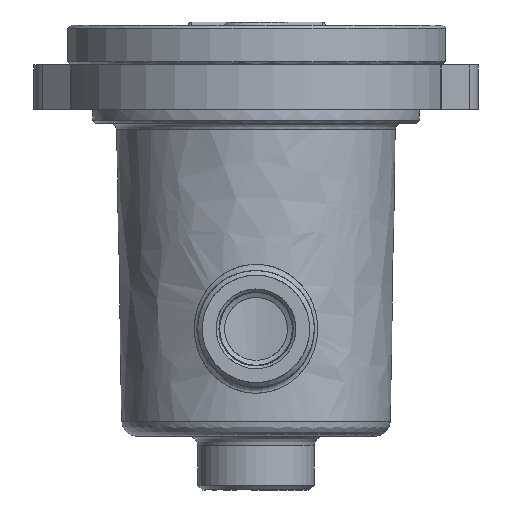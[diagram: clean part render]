
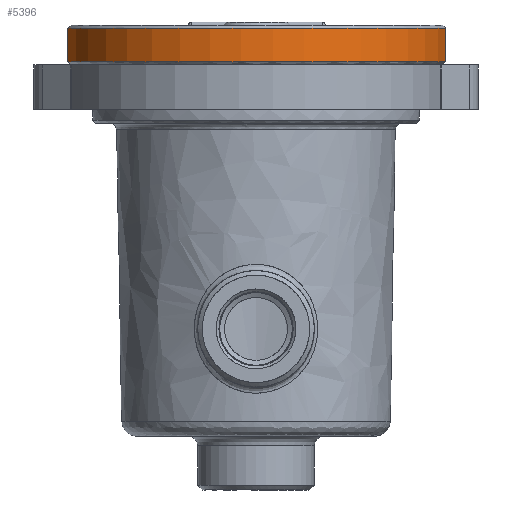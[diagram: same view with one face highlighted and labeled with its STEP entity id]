
A CAD part, left-side view. The second image highlights one B-rep face of the part: STEP entity #5396.
In plain terms, the highlighted cylindrical face has radius 62.5 mm (diameter 125 mm), a partial arc.
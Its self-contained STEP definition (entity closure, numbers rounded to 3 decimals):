
#4657=CARTESIAN_POINT('',(-0.019,-55.745,60.161));
#4658=VERTEX_POINT('',#4657);
#5079=CARTESIAN_POINT('',(-0.019,-178.936,60.161));
#5080=VERTEX_POINT('',#5079);
#5089=CARTESIAN_POINT('',(10.576,-117.34,60.161));
#5090=DIRECTION('',(0.0,0.0,1.0));
#5091=DIRECTION('',(1.0,0.0,0.0));
#5092=AXIS2_PLACEMENT_3D('',#5089,#5090,#5091);
#5093=CIRCLE('',#5092,62.5);
#5094=EDGE_CURVE('',#4658,#5080,#5093,.T.);
#5212=CARTESIAN_POINT('',(-0.019,-55.745,71.161));
#5213=VERTEX_POINT('',#5212);
#5214=CARTESIAN_POINT('',(-0.019,-55.745,71.161));
#5215=DIRECTION('',(0.0,0.0,-1.0));
#5216=VECTOR('',#5215,11.0);
#5217=LINE('',#5214,#5216);
#5218=EDGE_CURVE('',#5213,#4658,#5217,.T.);
#5372=CARTESIAN_POINT('',(10.576,-117.34,72.161));
#5373=DIRECTION('',(0.0,0.0,-1.0));
#5374=DIRECTION('',(0.17,0.986,0.0));
#5375=AXIS2_PLACEMENT_3D('',#5372,#5373,#5374);
#5376=CYLINDRICAL_SURFACE('',#5375,62.5);
#5377=ORIENTED_EDGE('',*,*,#5094,.T.);
#5378=CARTESIAN_POINT('',(-0.019,-178.936,71.161));
#5379=VERTEX_POINT('',#5378);
#5380=CARTESIAN_POINT('',(-0.019,-178.936,71.161));
#5381=DIRECTION('',(0.0,0.0,-1.0));
#5382=VECTOR('',#5381,11.0);
#5383=LINE('',#5380,#5382);
#5384=EDGE_CURVE('',#5379,#5080,#5383,.T.);
#5385=ORIENTED_EDGE('',*,*,#5384,.F.);
#5386=CARTESIAN_POINT('',(10.576,-117.34,71.161));
#5387=DIRECTION('',(0.0,0.0,1.0));
#5388=DIRECTION('',(1.0,0.0,0.0));
#5389=AXIS2_PLACEMENT_3D('',#5386,#5387,#5388);
#5390=CIRCLE('',#5389,62.5);
#5391=EDGE_CURVE('',#5213,#5379,#5390,.T.);
#5392=ORIENTED_EDGE('',*,*,#5391,.F.);
#5393=ORIENTED_EDGE('',*,*,#5218,.T.);
#5394=EDGE_LOOP('',(#5377,#5385,#5392,#5393));
#5395=FACE_OUTER_BOUND('',#5394,.T.);
#5396=ADVANCED_FACE('',(#5395),#5376,.T.);
